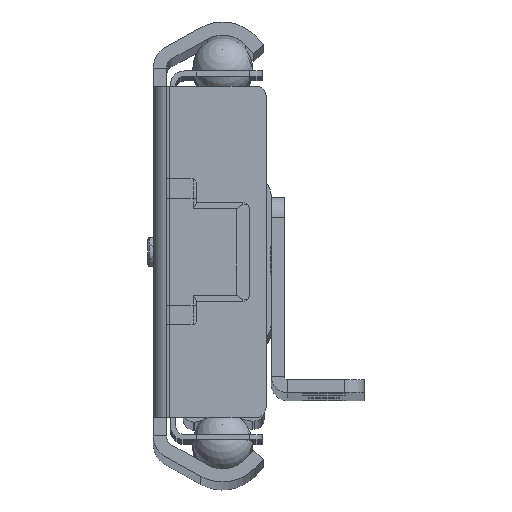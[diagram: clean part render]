
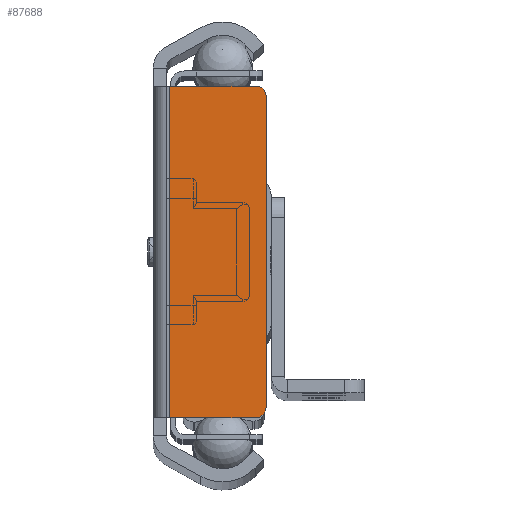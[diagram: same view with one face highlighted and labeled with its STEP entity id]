
A CAD part, top view. The second image highlights one B-rep face of the part: STEP entity #87688.
In plain terms, the highlighted planar face has unit normal (0, 0, 1).
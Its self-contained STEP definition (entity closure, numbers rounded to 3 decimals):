
#2194=PLANE('',#92893);
#6481=FACE_OUTER_BOUND('',#10939,.T.);
#10939=EDGE_LOOP('',(#59333,#59334,#59335,#59336,#59337,#59338));
#15814=LINE('',#131720,#23249);
#15820=LINE('',#131736,#23255);
#15841=LINE('',#131790,#23276);
#15842=LINE('',#131794,#23277);
#23249=VECTOR('',#103725,10.);
#23255=VECTOR('',#103741,10.);
#23276=VECTOR('',#103786,10.);
#23277=VECTOR('',#103793,1.38);
#30645=CIRCLE('',#92866,1.5);
#30648=CIRCLE('',#92872,1.5);
#35558=VERTEX_POINT('',#131707);
#35559=VERTEX_POINT('',#131708);
#35563=VERTEX_POINT('',#131718);
#35567=VERTEX_POINT('',#131730);
#35568=VERTEX_POINT('',#131734);
#35589=VERTEX_POINT('',#131789);
#44885=EDGE_CURVE('',#35558,#35559,#30645,.T.);
#44891=EDGE_CURVE('',#35563,#35558,#15814,.T.);
#44896=EDGE_CURVE('',#35567,#35563,#30648,.T.);
#44899=EDGE_CURVE('',#35568,#35567,#15820,.T.);
#44924=EDGE_CURVE('',#35568,#35589,#15841,.T.);
#44927=EDGE_CURVE('',#35559,#35589,#15842,.T.);
#59333=ORIENTED_EDGE('',*,*,#44885,.F.);
#59334=ORIENTED_EDGE('',*,*,#44891,.F.);
#59335=ORIENTED_EDGE('',*,*,#44896,.F.);
#59336=ORIENTED_EDGE('',*,*,#44899,.F.);
#59337=ORIENTED_EDGE('',*,*,#44924,.T.);
#59338=ORIENTED_EDGE('',*,*,#44927,.F.);
#87688=ADVANCED_FACE('',(#6481),#2194,.F.);
#92866=AXIS2_PLACEMENT_3D('',#131709,#103715,#103716);
#92872=AXIS2_PLACEMENT_3D('',#131731,#103735,#103736);
#92893=AXIS2_PLACEMENT_3D('',#131804,#103805,#103806);
#103715=DIRECTION('center_axis',(0.,0.,
-1.));
#103716=DIRECTION('ref_axis',(0.707,-0.707,0.));
#103725=DIRECTION('',(0.,-1.,0.));
#103735=DIRECTION('center_axis',(0.,0.,
-1.));
#103736=DIRECTION('ref_axis',(0.707,0.707,0.));
#103741=DIRECTION('',(1.,0.,0.));
#103786=DIRECTION('',(0.,-1.,0.));
#103793=DIRECTION('',(-1.,0.,0.));
#103805=DIRECTION('center_axis',(0.,0.,
-1.));
#103806=DIRECTION('ref_axis',(0.,1.,0.));
#131707=CARTESIAN_POINT('',(6.55,-23.5,700.));
#131708=CARTESIAN_POINT('',(5.05,-25.,700.));
#131709=CARTESIAN_POINT('Origin',(5.05,-23.5,700.));
#131718=CARTESIAN_POINT('',(6.55,23.5,700.));
#131720=CARTESIAN_POINT('',(6.55,25.,700.));
#131730=CARTESIAN_POINT('',(5.05,25.,700.));
#131731=CARTESIAN_POINT('Origin',(5.05,23.5,700.));
#131734=CARTESIAN_POINT('',(-7.95,25.,700.));
#131736=CARTESIAN_POINT('',(-7.95,25.,700.));
#131789=CARTESIAN_POINT('',(-7.95,-25.,700.));
#131790=CARTESIAN_POINT('',(-7.95,0.,700.));
#131794=CARTESIAN_POINT('',(-12.286,-25.,700.));
#131804=CARTESIAN_POINT('Origin',(-7.95,-25.,700.));
